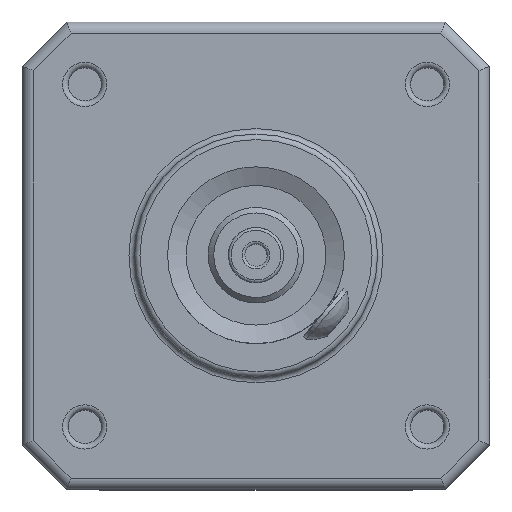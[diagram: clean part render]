
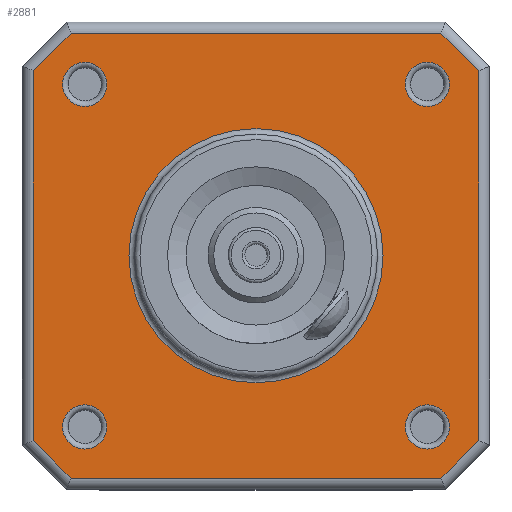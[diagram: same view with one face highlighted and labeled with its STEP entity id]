
A CAD part, top view. The second image highlights one B-rep face of the part: STEP entity #2881.
In plain terms, the highlighted planar face has unit normal (0, 0, 1).
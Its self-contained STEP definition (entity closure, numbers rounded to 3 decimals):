
#38=FACE_BOUND('',#623,.T.);
#39=FACE_BOUND('',#624,.T.);
#40=FACE_BOUND('',#625,.T.);
#41=FACE_BOUND('',#626,.T.);
#42=FACE_BOUND('',#627,.T.);
#149=CIRCLE('',#3085,2.);
#152=CIRCLE('',#3089,2.);
#155=CIRCLE('',#3093,2.);
#158=CIRCLE('',#3097,2.);
#170=CIRCLE('',#3115,11.5);
#431=FACE_OUTER_BOUND('',#622,.T.);
#622=EDGE_LOOP('',(#2019,#2020,#2021,#2022,#2023,#2024,#2025,#2026));
#623=EDGE_LOOP('',(#2027));
#624=EDGE_LOOP('',(#2028));
#625=EDGE_LOOP('',(#2029));
#626=EDGE_LOOP('',(#2030));
#627=EDGE_LOOP('',(#2031));
#841=LINE('',#4678,#1035);
#842=LINE('',#4680,#1036);
#843=LINE('',#4682,#1037);
#844=LINE('',#4684,#1038);
#845=LINE('',#4686,#1039);
#846=LINE('',#4688,#1040);
#847=LINE('',#4690,#1041);
#848=LINE('',#4691,#1042);
#1035=VECTOR('',#3647,1000.);
#1036=VECTOR('',#3648,1000.);
#1037=VECTOR('',#3649,1000.);
#1038=VECTOR('',#3650,1000.);
#1039=VECTOR('',#3651,1000.);
#1040=VECTOR('',#3652,1000.);
#1041=VECTOR('',#3653,1000.);
#1042=VECTOR('',#3654,1000.);
#1215=VERTEX_POINT('',#4600);
#1217=VERTEX_POINT('',#4606);
#1219=VERTEX_POINT('',#4612);
#1221=VERTEX_POINT('',#4618);
#1231=VERTEX_POINT('',#4650);
#1238=VERTEX_POINT('',#4676);
#1239=VERTEX_POINT('',#4677);
#1240=VERTEX_POINT('',#4679);
#1241=VERTEX_POINT('',#4681);
#1242=VERTEX_POINT('',#4683);
#1243=VERTEX_POINT('',#4685);
#1244=VERTEX_POINT('',#4687);
#1245=VERTEX_POINT('',#4689);
#1496=EDGE_CURVE('',#1215,#1215,#149,.T.);
#1499=EDGE_CURVE('',#1217,#1217,#152,.T.);
#1502=EDGE_CURVE('',#1219,#1219,#155,.T.);
#1505=EDGE_CURVE('',#1221,#1221,#158,.T.);
#1521=EDGE_CURVE('',#1231,#1231,#170,.T.);
#1533=EDGE_CURVE('',#1238,#1239,#841,.T.);
#1534=EDGE_CURVE('',#1239,#1240,#842,.T.);
#1535=EDGE_CURVE('',#1240,#1241,#843,.T.);
#1536=EDGE_CURVE('',#1241,#1242,#844,.T.);
#1537=EDGE_CURVE('',#1242,#1243,#845,.T.);
#1538=EDGE_CURVE('',#1243,#1244,#846,.T.);
#1539=EDGE_CURVE('',#1244,#1245,#847,.T.);
#1540=EDGE_CURVE('',#1245,#1238,#848,.T.);
#2019=ORIENTED_EDGE('',*,*,#1533,.T.);
#2020=ORIENTED_EDGE('',*,*,#1534,.T.);
#2021=ORIENTED_EDGE('',*,*,#1535,.T.);
#2022=ORIENTED_EDGE('',*,*,#1536,.T.);
#2023=ORIENTED_EDGE('',*,*,#1537,.T.);
#2024=ORIENTED_EDGE('',*,*,#1538,.T.);
#2025=ORIENTED_EDGE('',*,*,#1539,.T.);
#2026=ORIENTED_EDGE('',*,*,#1540,.T.);
#2027=ORIENTED_EDGE('',*,*,#1505,.T.);
#2028=ORIENTED_EDGE('',*,*,#1502,.T.);
#2029=ORIENTED_EDGE('',*,*,#1499,.T.);
#2030=ORIENTED_EDGE('',*,*,#1496,.T.);
#2031=ORIENTED_EDGE('',*,*,#1521,.T.);
#2791=PLANE('',#3129);
#2881=ADVANCED_FACE('',(#431,#38,#39,#40,#41,#42),#2791,.T.);
#3085=AXIS2_PLACEMENT_3D('',#4602,#3550,#3551);
#3089=AXIS2_PLACEMENT_3D('',#4608,#3558,#3559);
#3093=AXIS2_PLACEMENT_3D('',#4614,#3566,#3567);
#3097=AXIS2_PLACEMENT_3D('',#4620,#3574,#3575);
#3115=AXIS2_PLACEMENT_3D('',#4652,#3614,#3615);
#3129=AXIS2_PLACEMENT_3D('',#4675,#3645,#3646);
#3550=DIRECTION('center_axis',(0.,0.,-1.));
#3551=DIRECTION('ref_axis',(1.,0.,0.));
#3558=DIRECTION('center_axis',(0.,0.,-1.));
#3559=DIRECTION('ref_axis',(1.,0.,0.));
#3566=DIRECTION('center_axis',(0.,0.,-1.));
#3567=DIRECTION('ref_axis',(1.,0.,0.));
#3574=DIRECTION('center_axis',(0.,0.,-1.));
#3575=DIRECTION('ref_axis',(1.,0.,0.));
#3614=DIRECTION('center_axis',(0.,0.,-1.));
#3615=DIRECTION('ref_axis',(1.,0.,0.));
#3645=DIRECTION('center_axis',(0.,0.,1.));
#3646=DIRECTION('ref_axis',(1.,0.,0.));
#3647=DIRECTION('',(0.707,-0.707,0.));
#3648=DIRECTION('',(1.,0.,0.));
#3649=DIRECTION('',(0.707,0.707,0.));
#3650=DIRECTION('',(0.,1.,0.));
#3651=DIRECTION('',(-0.707,0.707,0.));
#3652=DIRECTION('',(-1.,0.,0.));
#3653=DIRECTION('',(-0.707,-0.707,0.));
#3654=DIRECTION('',(0.,-1.,0.));
#4600=CARTESIAN_POINT('',(-27.896,20.117,44.));
#4602=CARTESIAN_POINT('Origin',(-25.896,20.117,44.));
#4606=CARTESIAN_POINT('',(3.104,20.117,44.));
#4608=CARTESIAN_POINT('Origin',(5.104,20.117,44.));
#4612=CARTESIAN_POINT('',(3.104,-10.883,44.));
#4614=CARTESIAN_POINT('Origin',(5.104,-10.883,44.));
#4618=CARTESIAN_POINT('',(-27.896,-10.883,44.));
#4620=CARTESIAN_POINT('Origin',(-25.896,-10.883,44.));
#4650=CARTESIAN_POINT('',(-21.896,4.617,44.));
#4652=CARTESIAN_POINT('Origin',(-10.396,4.617,44.));
#4675=CARTESIAN_POINT('Origin',(-10.396,4.617,44.));
#4676=CARTESIAN_POINT('',(-30.546,-12.119,44.));
#4677=CARTESIAN_POINT('',(-27.131,-15.533,44.));
#4678=CARTESIAN_POINT('',(-26.838,-15.826,44.));
#4679=CARTESIAN_POINT('',(6.34,-15.533,44.));
#4680=CARTESIAN_POINT('',(6.754,-15.533,44.));
#4681=CARTESIAN_POINT('',(9.754,-12.119,44.));
#4682=CARTESIAN_POINT('',(10.047,-11.826,44.));
#4683=CARTESIAN_POINT('',(9.754,21.353,44.));
#4684=CARTESIAN_POINT('',(9.754,21.767,44.));
#4685=CARTESIAN_POINT('',(6.34,24.767,44.));
#4686=CARTESIAN_POINT('',(6.047,25.06,44.));
#4687=CARTESIAN_POINT('',(-27.131,24.767,44.));
#4688=CARTESIAN_POINT('',(-27.546,24.767,44.));
#4689=CARTESIAN_POINT('',(-30.546,21.353,44.));
#4690=CARTESIAN_POINT('',(-30.838,21.06,44.));
#4691=CARTESIAN_POINT('',(-30.546,-12.533,44.));
